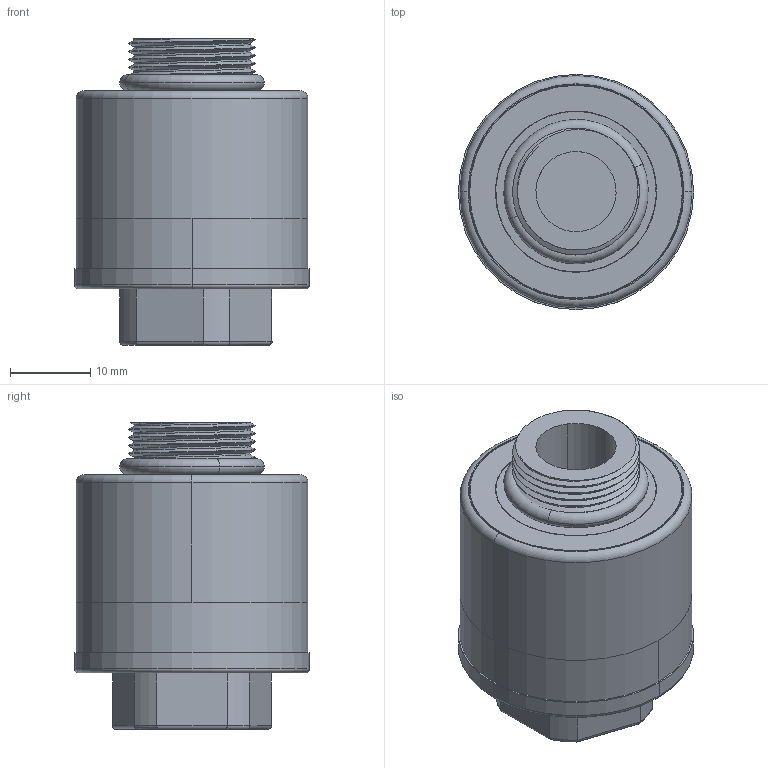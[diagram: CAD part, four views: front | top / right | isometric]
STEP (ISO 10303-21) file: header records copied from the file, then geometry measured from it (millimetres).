
FILE_DESCRIPTION (( 'STEP AP214' ), '1' );
FILE_NAME ('S+AOX_VOX Sensor.STEP', '2023-10-09T08:51:38', ( '' ), ( '' ), 'SwSTEP 2.0', 'SolidWorks 2023', '' );
FILE_SCHEMA (( 'AUTOMOTIVE_DESIGN' ));
Length unit declared in the file: millimetre
Products named in the file (10): 40125 - Adhesive 6.35 micron PTFE Film Membrane; 85170 - S+AOX PCB; S+AOX_VOX Sensor; 10185 - S+AOX Top; 85175 - S+AOX O-Ring ; 10180 - S+AOX Body; 10190 - S+AOX Nose; 10175 - S+AOX PCB Housing; 40004 - GS+7 Series Connector Pin; 850022 - 15mm OD x 12mm ID Vent Disc
Assembly tree (10 placements, depth 2):
  S+AOX_VOX Sensor
    10180 - S+AOX Body
    40004 - GS+7 Series Connector Pin  x2
    10175 - S+AOX PCB Housing
    10185 - S+AOX Top
    10190 - S+AOX Nose
    85170 - S+AOX PCB
    850022 - 15mm OD x 12mm ID Vent Disc
    40125 - Adhesive 6.35 micron PTFE Film Membrane
    85175 - S+AOX O-Ring 
Bounding box: 29.3 x 29.3 x 38.25 mm (x, y, z)
Volume: 9879.4 mm3; surface area: 13561.5 mm2
Topology: 10 solids, 10 shells, 387 faces, 920 edges, 595 vertices
Faces by surface type: plane 175, cylinder 154, torus 39, cone 14, bspline 5
Entity records: 12559 total; most frequent: CARTESIAN_POINT 3324, DIRECTION 1947, ORIENTED_EDGE 1792, EDGE_CURVE 896, AXIS2_PLACEMENT_3D 735, VERTEX_POINT 581, LINE 477, VECTOR 477
